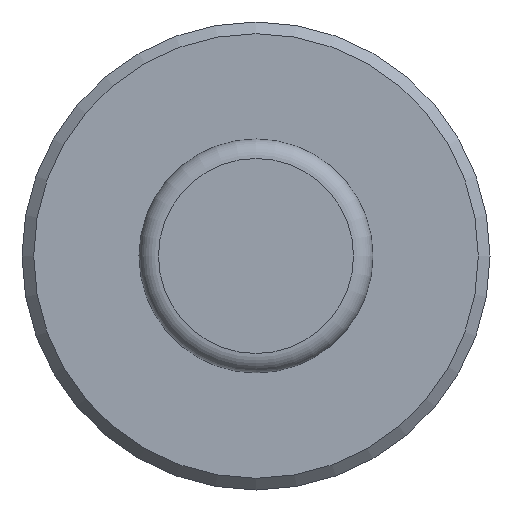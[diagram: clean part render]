
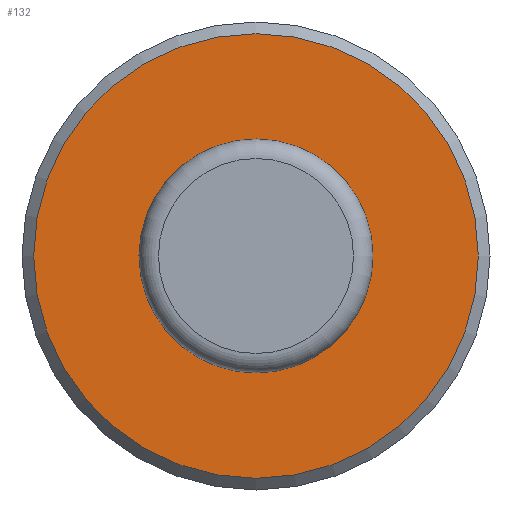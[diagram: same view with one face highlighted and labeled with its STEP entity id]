
A CAD part, front view. The second image highlights one B-rep face of the part: STEP entity #132.
In plain terms, the highlighted planar face has unit normal (0, -1, 0).
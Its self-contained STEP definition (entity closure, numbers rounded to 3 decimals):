
#132 = ADVANCED_FACE( '', ( #275, #276 ), #277, .F. );
#275 = FACE_BOUND( '', #415, .T. );
#276 = FACE_OUTER_BOUND( '', #416, .T. );
#277 = PLANE( '', #417 );
#415 = EDGE_LOOP( '', ( #683 ) );
#416 = EDGE_LOOP( '', ( #684 ) );
#417 = AXIS2_PLACEMENT_3D( '', #685, #686, #687 );
#683 = ORIENTED_EDGE( '', *, *, #755, .F. );
#684 = ORIENTED_EDGE( '', *, *, #788, .T. );
#685 = CARTESIAN_POINT( '', ( 28.5, 0., 0. ) );
#686 = DIRECTION( '', ( 0., 1., 0. ) );
#687 = DIRECTION( '', ( 0., 0., 1. ) );
#755 = EDGE_CURVE( '', #882, #882, #883, .T. );
#788 = EDGE_CURVE( '', #925, #925, #926, .T. );
#882 = VERTEX_POINT( '', #1117 );
#883 = CIRCLE( '', #1118, 15. );
#925 = VERTEX_POINT( '', #1213 );
#926 = CIRCLE( '', #1214, 28.5 );
#1117 = CARTESIAN_POINT( '', ( 0., 0., -15. ) );
#1118 = AXIS2_PLACEMENT_3D( '', #1283, #1284, #1285 );
#1213 = CARTESIAN_POINT( '', ( 0., 0., -28.5 ) );
#1214 = AXIS2_PLACEMENT_3D( '', #1312, #1313, #1314 );
#1283 = CARTESIAN_POINT( '', ( 0., 0., 0. ) );
#1284 = DIRECTION( '', ( 0., -1., 0. ) );
#1285 = DIRECTION( '', ( 0., 0., -1. ) );
#1312 = CARTESIAN_POINT( '', ( 0., 0., 0. ) );
#1313 = DIRECTION( '', ( 0., -1., 0. ) );
#1314 = DIRECTION( '', ( 0., 0., -1. ) );
